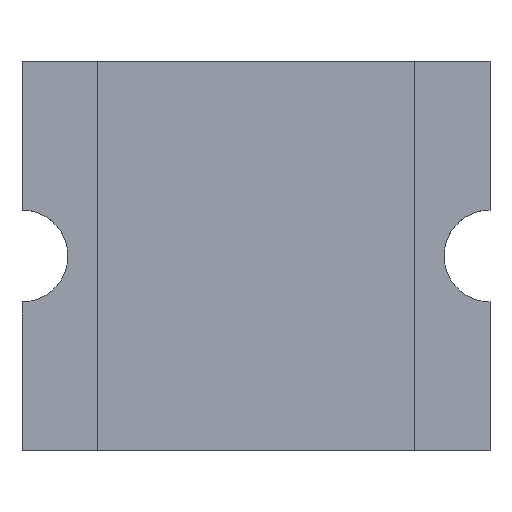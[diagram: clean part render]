
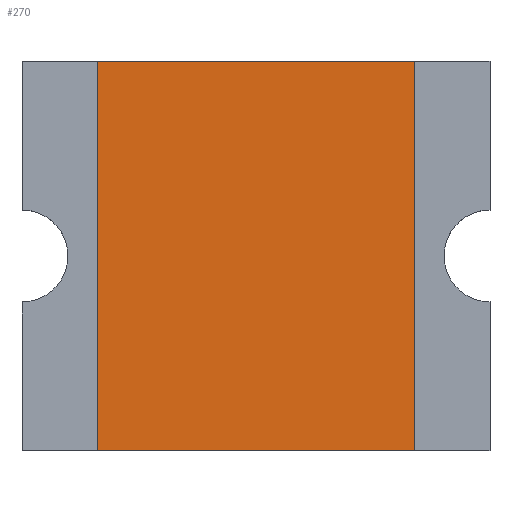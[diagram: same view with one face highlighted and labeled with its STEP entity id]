
A CAD part, top view. The second image highlights one B-rep face of the part: STEP entity #270.
In plain terms, the highlighted planar face has unit normal (0, 0, 1).
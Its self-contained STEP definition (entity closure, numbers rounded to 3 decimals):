
#29 = EDGE_CURVE ( 'NONE', #581, #1358, #1057, .T. ) ;
#62 = ORIENTED_EDGE ( 'NONE', *, *, #295, .T. ) ;
#81 = DIRECTION ( 'NONE',  ( 0., 0., -1. ) ) ;
#159 = VECTOR ( 'NONE', #514, 1000. ) ;
#177 = CARTESIAN_POINT ( 'NONE',  ( -20.666, -19.786, 1.07 ) ) ;
#200 = VERTEX_POINT ( 'NONE', #276 ) ;
#208 = CARTESIAN_POINT ( 'NONE',  ( -20.666, -19.786, 1.07 ) ) ;
#224 = LINE ( 'NONE', #177, #159 ) ;
#249 = ORIENTED_EDGE ( 'NONE', *, *, #419, .T. ) ;
#270 = ADVANCED_FACE ( 'NONE', ( #932 ), #1269, .F. ) ;
#276 = CARTESIAN_POINT ( 'NONE',  ( -20.666, -12.586, 1.07 ) ) ;
#295 = EDGE_CURVE ( 'NONE', #200, #581, #1271, .T. ) ;
#328 = EDGE_CURVE ( 'NONE', #1358, #351, #224, .T. ) ;
#351 = VERTEX_POINT ( 'NONE', #208 ) ;
#419 = EDGE_CURVE ( 'NONE', #351, #200, #1067, .T. ) ;
#502 = CARTESIAN_POINT ( 'NONE',  ( 0., 0., 1.07 ) ) ;
#514 = DIRECTION ( 'NONE',  ( 1., 0., 0. ) ) ;
#515 = ORIENTED_EDGE ( 'NONE', *, *, #328, .T. ) ;
#581 = VERTEX_POINT ( 'NONE', #1204 ) ;
#584 = CARTESIAN_POINT ( 'NONE',  ( -26.516, -19.786, 1.07 ) ) ;
#636 = DIRECTION ( 'NONE',  ( 0., -1., 0. ) ) ;
#764 = CARTESIAN_POINT ( 'NONE',  ( -20.666, -12.586, 1.07 ) ) ;
#881 = EDGE_LOOP ( 'NONE', ( #62, #1208, #515, #249 ) ) ;
#915 = DIRECTION ( 'NONE',  ( 0., -1., 0. ) ) ;
#932 = FACE_OUTER_BOUND ( 'NONE', #881, .T. ) ;
#1037 = VECTOR ( 'NONE', #915, 1000. ) ;
#1057 = LINE ( 'NONE', #1111, #1037 ) ;
#1065 = DIRECTION ( 'NONE',  ( -1., 0., 0. ) ) ;
#1067 = LINE ( 'NONE', #764, #1395 ) ;
#1087 = DIRECTION ( 'NONE',  ( 0., 1., 0. ) ) ;
#1111 = CARTESIAN_POINT ( 'NONE',  ( -26.516, -12.586, 1.07 ) ) ;
#1204 = CARTESIAN_POINT ( 'NONE',  ( -26.516, -12.586, 1.07 ) ) ;
#1208 = ORIENTED_EDGE ( 'NONE', *, *, #29, .T. ) ;
#1269 = PLANE ( 'NONE',  #1285 ) ;
#1271 = LINE ( 'NONE', #1379, #1381 ) ;
#1285 = AXIS2_PLACEMENT_3D ( 'NONE', #502, #81, #636 ) ;
#1358 = VERTEX_POINT ( 'NONE', #584 ) ;
#1379 = CARTESIAN_POINT ( 'NONE',  ( -26.516, -12.586, 1.07 ) ) ;
#1381 = VECTOR ( 'NONE', #1065, 1000. ) ;
#1395 = VECTOR ( 'NONE', #1087, 1000. ) ;
